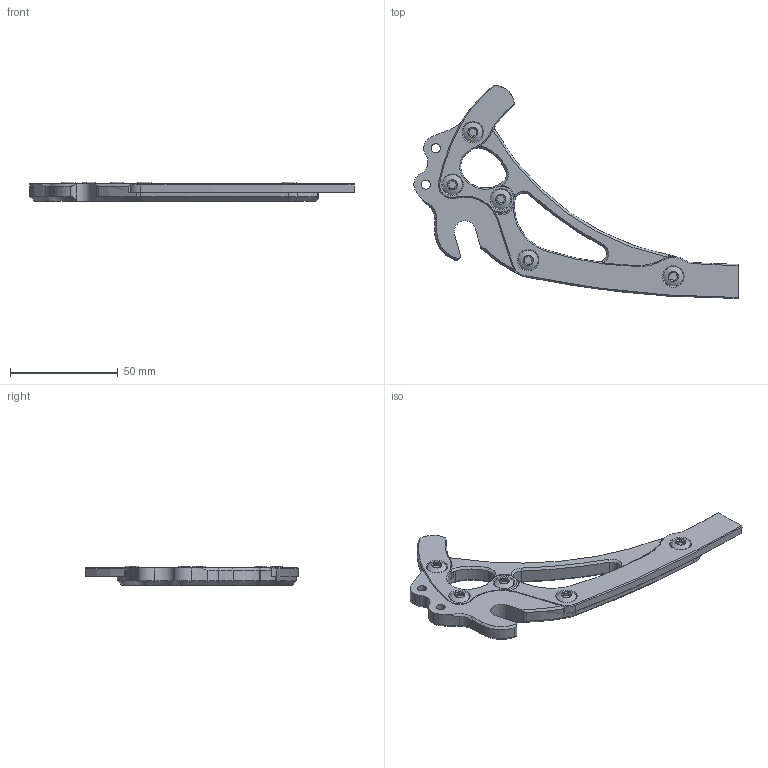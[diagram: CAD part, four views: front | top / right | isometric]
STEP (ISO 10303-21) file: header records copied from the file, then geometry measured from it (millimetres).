
FILE_DESCRIPTION (( 'STEP AP214' ), '1' );
FILE_NAME ('PA445.STEP', '2014-01-02T20:30:04', ( '' ), ( '' ), 'SwSTEP 2.0', 'SolidWorks 2012', '' );
FILE_SCHEMA (( 'AUTOMOTIVE_DESIGN' ));
Length unit declared in the file: millimetre
Products named in the file (5): M5x8OHCS_90258A246; PA445; PD000LR; PD000UR
Assembly tree (8 placements, depth 2):
  PA445
    PD000UR
    PD000LR
    PA445
    M5x8OHCS_90258A246  x5
Bounding box: 150.5 x 98.9 x 9.26 mm (x, y, z)
Volume: 31209.3 mm3; surface area: 19887.3 mm2
Topology: 8 solids, 8 shells, 416 faces, 1097 edges, 700 vertices
Faces by surface type: cylinder 221, cone 155, plane 29, sphere 5, torus 5, bspline 1
Full cylindrical faces by diameter (mm): 4.2 x2, 4.342 x30, 5 x35, 5.3 x5
Entity records: 7892 total; most frequent: CARTESIAN_POINT 2347, DIRECTION 1192, ORIENTED_EDGE 1038, EDGE_CURVE 519, AXIS2_PLACEMENT_3D 512, VERTEX_POINT 349, EDGE_LOOP 298, CIRCLE 279
